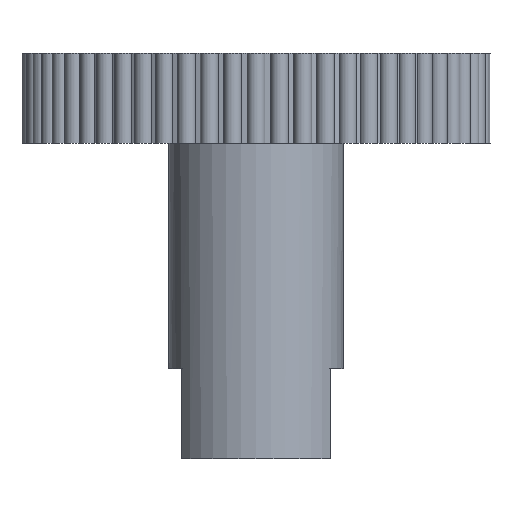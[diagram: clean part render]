
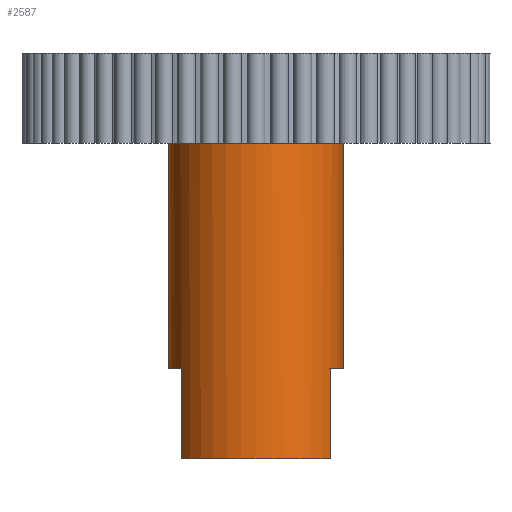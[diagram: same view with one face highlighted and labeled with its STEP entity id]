
A CAD part, front view. The second image highlights one B-rep face of the part: STEP entity #2587.
In plain terms, the highlighted cylindrical face has radius 4.85 mm (diameter 9.7 mm), a full revolution.
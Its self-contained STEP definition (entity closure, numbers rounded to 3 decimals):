
#168=FACE_OUTER_BOUND('',#302,.T.);
#302=EDGE_LOOP('',(#1961,#1962,#1963,#1964,#1965,#1966,#1967,#1968,#1969,
#1970,#1971,#1972));
#426=LINE('',#4381,#557);
#428=LINE('',#4385,#559);
#431=LINE('',#4392,#562);
#433=LINE('',#4395,#564);
#435=LINE('',#4896,#566);
#557=VECTOR('',#3245,10.);
#559=VECTOR('',#3247,10.);
#562=VECTOR('',#3252,10.);
#564=VECTOR('',#3254,10.);
#566=VECTOR('',#3766,4.85);
#809=CIRCLE('',#2858,4.85);
#810=CIRCLE('',#2860,4.85);
#811=CIRCLE('',#2862,4.85);
#812=CIRCLE('',#2864,4.85);
#813=CIRCLE('',#2865,4.85);
#814=CIRCLE('',#2866,4.85);
#1060=VERTEX_POINT('',#4379);
#1061=VERTEX_POINT('',#4380);
#1062=VERTEX_POINT('',#4382);
#1063=VERTEX_POINT('',#4384);
#1064=VERTEX_POINT('',#4388);
#1065=VERTEX_POINT('',#4389);
#1066=VERTEX_POINT('',#4391);
#1067=VERTEX_POINT('',#4393);
#1188=VERTEX_POINT('',#4637);
#1189=VERTEX_POINT('',#4645);
#1315=EDGE_CURVE('',#1060,#1061,#426,.T.);
#1317=EDGE_CURVE('',#1063,#1062,#428,.T.);
#1320=EDGE_CURVE('',#1066,#1064,#431,.T.);
#1322=EDGE_CURVE('',#1065,#1067,#433,.T.);
#1443=EDGE_CURVE('',#1188,#1188,#809,.T.);
#1444=EDGE_CURVE('',#1063,#1061,#810,.T.);
#1445=EDGE_CURVE('',#1066,#1067,#811,.T.);
#1446=EDGE_CURVE('',#1062,#1065,#812,.T.);
#1447=EDGE_CURVE('',#1189,#1060,#813,.T.);
#1448=EDGE_CURVE('',#1064,#1189,#814,.T.);
#1572=EDGE_CURVE('',#1189,#1188,#435,.T.);
#1961=ORIENTED_EDGE('',*,*,#1322,.T.);
#1962=ORIENTED_EDGE('',*,*,#1445,.F.);
#1963=ORIENTED_EDGE('',*,*,#1320,.T.);
#1964=ORIENTED_EDGE('',*,*,#1448,.T.);
#1965=ORIENTED_EDGE('',*,*,#1572,.T.);
#1966=ORIENTED_EDGE('',*,*,#1443,.F.);
#1967=ORIENTED_EDGE('',*,*,#1572,.F.);
#1968=ORIENTED_EDGE('',*,*,#1447,.T.);
#1969=ORIENTED_EDGE('',*,*,#1315,.T.);
#1970=ORIENTED_EDGE('',*,*,#1444,.F.);
#1971=ORIENTED_EDGE('',*,*,#1317,.T.);
#1972=ORIENTED_EDGE('',*,*,#1446,.T.);
#2457=CYLINDRICAL_SURFACE('',#2991,4.85);
#2587=ADVANCED_FACE('',(#168),#2457,.T.);
#2858=AXIS2_PLACEMENT_3D('',#4638,#3497,#3498);
#2860=AXIS2_PLACEMENT_3D('',#4640,#3501,#3502);
#2862=AXIS2_PLACEMENT_3D('',#4642,#3505,#3506);
#2864=AXIS2_PLACEMENT_3D('',#4644,#3509,#3510);
#2865=AXIS2_PLACEMENT_3D('',#4646,#3511,#3512);
#2866=AXIS2_PLACEMENT_3D('',#4647,#3513,#3514);
#2991=AXIS2_PLACEMENT_3D('',#4895,#3764,#3765);
#3245=DIRECTION('',(0.,0.,-1.));
#3247=DIRECTION('',(0.,0.,1.));
#3252=DIRECTION('',(0.,0.,1.));
#3254=DIRECTION('',(0.,0.,-1.));
#3497=DIRECTION('center_axis',(0.,0.,1.));
#3498=DIRECTION('ref_axis',(-1.,0.,0.));
#3501=DIRECTION('center_axis',(0.,0.,-1.));
#3502=DIRECTION('ref_axis',(1.,0.,0.));
#3505=DIRECTION('center_axis',(0.,0.,-1.));
#3506=DIRECTION('ref_axis',(1.,0.,0.));
#3509=DIRECTION('center_axis',(0.,0.,1.));
#3510=DIRECTION('ref_axis',(1.,0.,0.));
#3511=DIRECTION('center_axis',(0.,0.,1.));
#3512=DIRECTION('ref_axis',(1.,0.,0.));
#3513=DIRECTION('center_axis',(0.,0.,1.));
#3514=DIRECTION('ref_axis',(1.,0.,0.));
#3764=DIRECTION('center_axis',(0.,0.,-1.));
#3765=DIRECTION('ref_axis',(1.,0.,0.));
#3766=DIRECTION('',(0.,0.,1.));
#4379=CARTESIAN_POINT('',(-4.156,-2.5,-15.));
#4380=CARTESIAN_POINT('',(-4.156,-2.5,-20.));
#4381=CARTESIAN_POINT('',(-4.156,-2.5,0.));
#4382=CARTESIAN_POINT('',(4.156,-2.5,-15.));
#4384=CARTESIAN_POINT('',(4.156,-2.5,-20.));
#4385=CARTESIAN_POINT('',(4.156,-2.5,0.));
#4388=CARTESIAN_POINT('',(-4.156,2.5,-15.));
#4389=CARTESIAN_POINT('',(4.156,2.5,-15.));
#4391=CARTESIAN_POINT('',(-4.156,2.5,-20.));
#4392=CARTESIAN_POINT('',(-4.156,2.5,0.));
#4393=CARTESIAN_POINT('',(4.156,2.5,-20.));
#4395=CARTESIAN_POINT('',(4.156,2.5,0.));
#4637=CARTESIAN_POINT('',(-4.85,0.,-2.5));
#4638=CARTESIAN_POINT('Origin',(0.,0.,-2.5));
#4640=CARTESIAN_POINT('Origin',(0.,0.,-20.));
#4642=CARTESIAN_POINT('Origin',(0.,0.,-20.));
#4644=CARTESIAN_POINT('Origin',(0.,0.,-15.));
#4645=CARTESIAN_POINT('',(-4.85,0.,-15.));
#4646=CARTESIAN_POINT('Origin',(0.,0.,-15.));
#4647=CARTESIAN_POINT('Origin',(0.,0.,-15.));
#4895=CARTESIAN_POINT('Origin',(0.,0.,0.));
#4896=CARTESIAN_POINT('',(-4.85,0.,0.));
